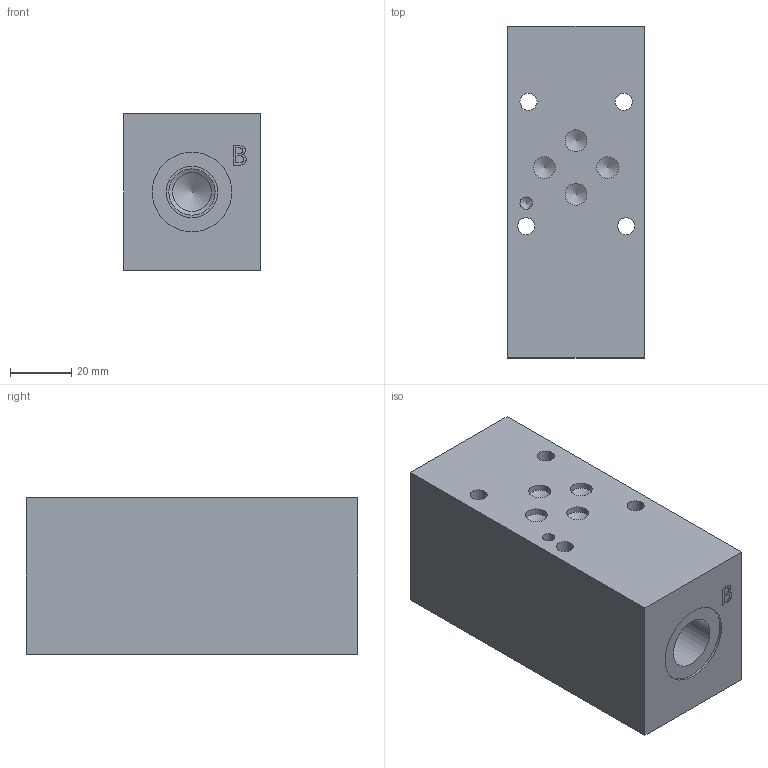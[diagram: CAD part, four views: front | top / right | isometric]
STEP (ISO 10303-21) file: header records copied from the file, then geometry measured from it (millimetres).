
FILE_DESCRIPTION(/* description */ (''),/* implementation_level */ '2;1');
FILE_NAME(/* name */ '_D03TPAB6B.stp',/* time_stamp */ '2021-12-20T12:21:41-05:00',/* author */ ('jrf'),/* organization */ (''),/* preprocessor_version */ 'ST-DEVELOPER v18.1',/* originating_system */ 'Autodesk Inventor 2022',/* authorisation */ '');
FILE_SCHEMA (('AUTOMOTIVE_DESIGN { 1 0 10303 214 3 1 1 }'));
Length unit declared in the file: millimetre
Products named in the file (1): Part_AD03TPAB6B_3D
Bounding box: 44.45 x 107.95 x 50.8 mm (x, y, z)
Volume: 228665 mm3; surface area: 31129.8 mm2
Topology: 1 solids, 1 shells, 431 faces, 1139 edges, 754 vertices
Faces by surface type: plane 275, bspline 116, cylinder 26, cone 14
Full cylindrical faces by diameter (mm): 3.175 x1, 3.962 x1, 5.563 x4, 7.137 x8, 12.7 x6, 15.062 x2, 16.764 x2, 25.933 x2
Entity records: 14135 total; most frequent: CARTESIAN_POINT 3821, ORIENTED_EDGE 2254, DIRECTION 1579, EDGE_CURVE 1127, LINE 843, VECTOR 843, VERTEX_POINT 754, EDGE_LOOP 495
